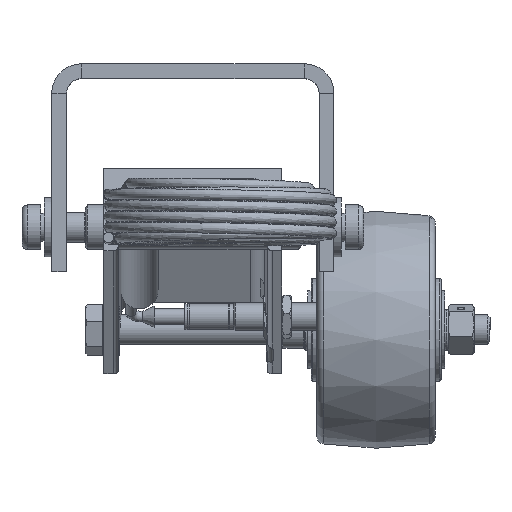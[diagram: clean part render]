
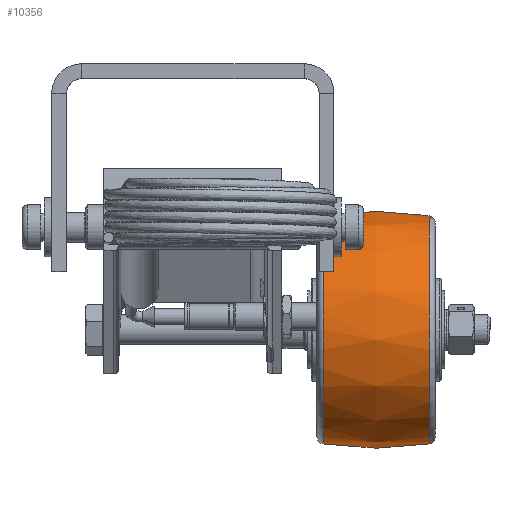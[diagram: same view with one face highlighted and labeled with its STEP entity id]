
A CAD part, top view. The second image highlights one B-rep face of the part: STEP entity #10356.
In plain terms, the highlighted free-form (B-spline) face has degree [2, 2] with [3, 9] control points.
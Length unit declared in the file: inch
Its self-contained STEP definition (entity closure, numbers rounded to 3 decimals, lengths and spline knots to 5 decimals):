
#97=(
BOUNDED_SURFACE()
B_SPLINE_SURFACE(2,2,((#19309,#19310,#19311,#19312,#19313,#19314,#19315,
#19316,#19317),(#19318,#19319,#19320,#19321,#19322,#19323,#19324,#19325,
#19326),(#19327,#19328,#19329,#19330,#19331,#19332,#19333,#19334,#19335)),
 .UNSPECIFIED.,.F.,.T.,.F.)
B_SPLINE_SURFACE_WITH_KNOTS((3,3),(3,2,2,2,3),(-0.17836,0.17836),
(-3.14159,-1.5708,0.,1.5708,3.14159),
 .UNSPECIFIED.)
GEOMETRIC_REPRESENTATION_ITEM()
RATIONAL_B_SPLINE_SURFACE(((1.,0.707,1.,0.707,1.,
0.707,1.,0.707,1.),(0.984,0.696,
0.984,0.696,0.984,0.696,
0.984,0.696,0.984),(1.,0.707,
1.,0.707,1.,0.707,1.,0.707,1.)))
REPRESENTATION_ITEM('')
SURFACE()
);
#1351=FACE_OUTER_BOUND('',#2067,.T.);
#2067=EDGE_LOOP('',(#8180,#8181,#8182,#8183,#8184,#8185,#8186,#8187));
#3957=CIRCLE('',#11758,1.92048);
#3958=CIRCLE('',#11759,1.92048);
#3960=CIRCLE('',#11761,1.92048);
#3961=CIRCLE('',#11762,5.01257);
#3962=CIRCLE('',#11763,1.92048);
#3963=CIRCLE('',#11764,1.92048);
#3964=CIRCLE('',#11765,1.92048);
#4834=VERTEX_POINT('',#19302);
#4835=VERTEX_POINT('',#19303);
#4836=VERTEX_POINT('',#19305);
#4837=VERTEX_POINT('',#19336);
#4838=VERTEX_POINT('',#19338);
#4839=VERTEX_POINT('',#19340);
#6018=EDGE_CURVE('',#4834,#4835,#3957,.T.);
#6019=EDGE_CURVE('',#4836,#4834,#3958,.T.);
#6021=EDGE_CURVE('',#4835,#4836,#3960,.T.);
#6022=EDGE_CURVE('',#4835,#4837,#3961,.T.);
#6023=EDGE_CURVE('',#4838,#4837,#3962,.T.);
#6024=EDGE_CURVE('',#4839,#4838,#3963,.T.);
#6025=EDGE_CURVE('',#4837,#4839,#3964,.T.);
#8180=ORIENTED_EDGE('',*,*,#6018,.T.);
#8181=ORIENTED_EDGE('',*,*,#6022,.T.);
#8182=ORIENTED_EDGE('',*,*,#6023,.F.);
#8183=ORIENTED_EDGE('',*,*,#6024,.F.);
#8184=ORIENTED_EDGE('',*,*,#6025,.F.);
#8185=ORIENTED_EDGE('',*,*,#6022,.F.);
#8186=ORIENTED_EDGE('',*,*,#6021,.T.);
#8187=ORIENTED_EDGE('',*,*,#6019,.T.);
#10356=ADVANCED_FACE('',(#1351),#97,.F.);
#11758=AXIS2_PLACEMENT_3D('',#19304,#14127,#14128);
#11759=AXIS2_PLACEMENT_3D('',#19306,#14129,#14130);
#11761=AXIS2_PLACEMENT_3D('',#19308,#14133,#14134);
#11762=AXIS2_PLACEMENT_3D('',#19337,#14135,#14136);
#11763=AXIS2_PLACEMENT_3D('',#19339,#14137,#14138);
#11764=AXIS2_PLACEMENT_3D('',#19341,#14139,#14140);
#11765=AXIS2_PLACEMENT_3D('',#19342,#14141,#14142);
#14127=DIRECTION('center_axis',(0.,0.,-1.));
#14128=DIRECTION('ref_axis',(-1.,0.,0.));
#14129=DIRECTION('center_axis',(0.,0.,-1.));
#14130=DIRECTION('ref_axis',(-1.,0.,0.));
#14133=DIRECTION('center_axis',(0.,0.,-1.));
#14134=DIRECTION('ref_axis',(-1.,0.,0.));
#14135=DIRECTION('center_axis',(0.,-1.,0.));
#14136=DIRECTION('ref_axis',(-1.,0.,0.));
#14137=DIRECTION('center_axis',(0.,0.,-1.));
#14138=DIRECTION('ref_axis',(-1.,0.,0.));
#14139=DIRECTION('center_axis',(0.,0.,-1.));
#14140=DIRECTION('ref_axis',(-1.,0.,0.));
#14141=DIRECTION('center_axis',(0.,0.,-1.));
#14142=DIRECTION('ref_axis',(-1.,0.,0.));
#19302=CARTESIAN_POINT('',(1.92048,0.,0.88931));
#19303=CARTESIAN_POINT('',(-1.92048,0.,0.88931));
#19304=CARTESIAN_POINT('Origin',(0.,0.,0.88931));
#19305=CARTESIAN_POINT('',(1.92046,0.00939,0.88931));
#19306=CARTESIAN_POINT('Origin',(0.,0.,0.88931));
#19308=CARTESIAN_POINT('Origin',(0.,0.,0.88931));
#19309=CARTESIAN_POINT('Ctrl Pts',(-1.92048,0.,
-0.88931));
#19310=CARTESIAN_POINT('Ctrl Pts',(-1.92048,-1.92048,
-0.88931));
#19311=CARTESIAN_POINT('Ctrl Pts',(0.,-1.92048,
-0.88931));
#19312=CARTESIAN_POINT('Ctrl Pts',(1.92048,-1.92048,-0.88931));
#19313=CARTESIAN_POINT('Ctrl Pts',(1.92048,0.,
-0.88931));
#19314=CARTESIAN_POINT('Ctrl Pts',(1.92048,1.92048,-0.88931));
#19315=CARTESIAN_POINT('Ctrl Pts',(0.,1.92048,
-0.88931));
#19316=CARTESIAN_POINT('Ctrl Pts',(-1.92048,1.92048,-0.88931));
#19317=CARTESIAN_POINT('Ctrl Pts',(-1.92048,0.,
-0.88931));
#19318=CARTESIAN_POINT('Ctrl Pts',(-2.0808,0.,
0.));
#19319=CARTESIAN_POINT('Ctrl Pts',(-2.0808,-2.0808,
0.));
#19320=CARTESIAN_POINT('Ctrl Pts',(0.,-2.0808,
0.));
#19321=CARTESIAN_POINT('Ctrl Pts',(2.0808,-2.0808,0.));
#19322=CARTESIAN_POINT('Ctrl Pts',(2.0808,0.,
0.));
#19323=CARTESIAN_POINT('Ctrl Pts',(2.0808,2.0808,0.));
#19324=CARTESIAN_POINT('Ctrl Pts',(0.,2.0808,
0.));
#19325=CARTESIAN_POINT('Ctrl Pts',(-2.0808,2.0808,0.));
#19326=CARTESIAN_POINT('Ctrl Pts',(-2.0808,0.,
0.));
#19327=CARTESIAN_POINT('Ctrl Pts',(-1.92048,0.,
0.88931));
#19328=CARTESIAN_POINT('Ctrl Pts',(-1.92048,-1.92048,
0.88931));
#19329=CARTESIAN_POINT('Ctrl Pts',(0.,-1.92048,
0.88931));
#19330=CARTESIAN_POINT('Ctrl Pts',(1.92048,-1.92048,0.88931));
#19331=CARTESIAN_POINT('Ctrl Pts',(1.92048,0.,
0.88931));
#19332=CARTESIAN_POINT('Ctrl Pts',(1.92048,1.92048,0.88931));
#19333=CARTESIAN_POINT('Ctrl Pts',(0.,1.92048,
0.88931));
#19334=CARTESIAN_POINT('Ctrl Pts',(-1.92048,1.92048,0.88931));
#19335=CARTESIAN_POINT('Ctrl Pts',(-1.92048,0.,
0.88931));
#19336=CARTESIAN_POINT('',(-1.92048,0.,-0.88931));
#19337=CARTESIAN_POINT('Origin',(3.01257,0.,
0.));
#19338=CARTESIAN_POINT('',(1.92048,0.,-0.88931));
#19339=CARTESIAN_POINT('Origin',(0.,0.,-0.88931));
#19340=CARTESIAN_POINT('',(1.92046,0.00895,-0.88931));
#19341=CARTESIAN_POINT('Origin',(0.,0.,-0.88931));
#19342=CARTESIAN_POINT('Origin',(0.,0.,-0.88931));
